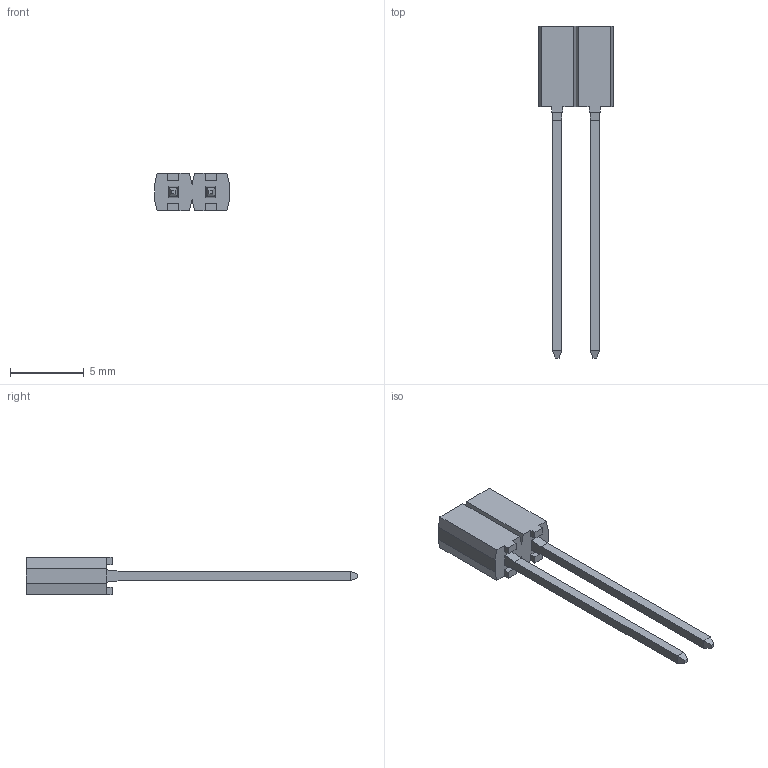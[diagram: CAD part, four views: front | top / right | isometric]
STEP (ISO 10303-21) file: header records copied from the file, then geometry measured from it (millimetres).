
FILE_DESCRIPTION( ( 'STEP AP214' ), '1' );
FILE_NAME( 'SSA-102-W-T.stp', '2022-06-16T09:48:26', ( 'License CC BY-ND 4.0' ), ( 'CADENAS' ), ' ', 'PARTsolutions', ' ' );
FILE_SCHEMA( ( 'AUTOMOTIVE_DESIGN { 1 0 10303 214 1 1 1 1 }' ) );
Length unit declared in the file: inch
Products named in the file (3): SSA-102-W-T; _SSA-102-W-T_t; _SSA-102-W-T_p
Assembly tree (2 placements, depth 2):
  SSA-102-W-T
    _SSA-102-W-T_t
    _SSA-102-W-T_p
Bounding box: 5.08 x 22.5 x 2.54 mm (x, y, z)
Volume: 69 mm3; surface area: 320.4 mm2
Topology: 2 solids, 2 shells, 182 faces, 514 edges, 336 vertices
Faces by surface type: plane 162, cylinder 20
Entity records: 7296 total; most frequent: CARTESIAN_POINT 1035, ORIENTED_EDGE 1028, DIRECTION 924, EDGE_CURVE 514, LINE 474, VECTOR 474, VERTEX_POINT 336, AXIS2_PLACEMENT_3D 225
